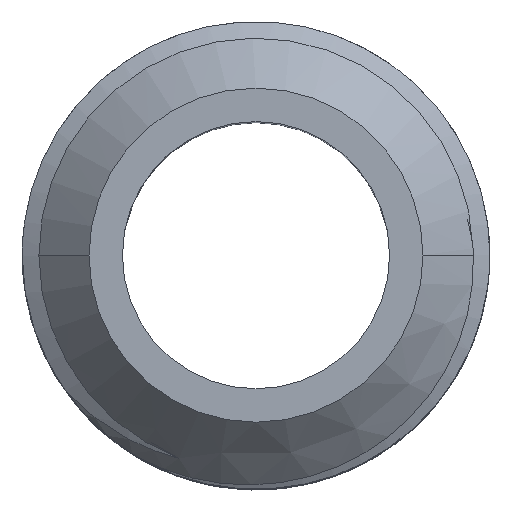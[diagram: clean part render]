
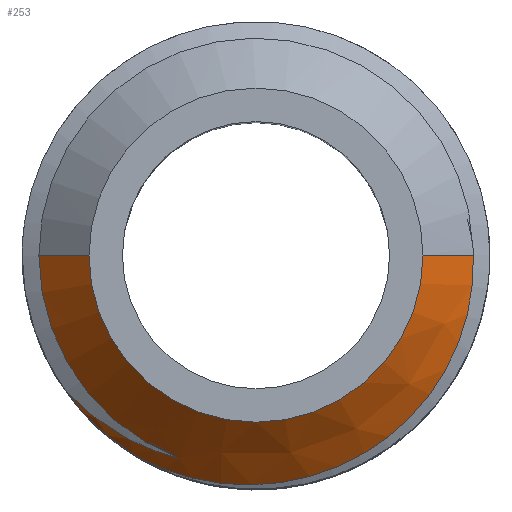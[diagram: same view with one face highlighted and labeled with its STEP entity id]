
A CAD part, top view. The second image highlights one B-rep face of the part: STEP entity #253.
In plain terms, the highlighted conical face has half-angle 45 degrees and reference radius 5 mm.
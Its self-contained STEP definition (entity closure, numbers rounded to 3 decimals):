
#13 = VERTEX_POINT ( 'NONE', #22 ) ;
#22 = CARTESIAN_POINT ( 'NONE',  ( 5., 0., 0. ) ) ;
#35 = VERTEX_POINT ( 'NONE', #139 ) ;
#40 = VERTEX_POINT ( 'NONE', #168 ) ;
#49 = VERTEX_POINT ( 'NONE', #193 ) ;
#65 = VERTEX_POINT ( 'NONE', #194 ) ;
#71 = VERTEX_POINT ( 'NONE', #208 ) ;
#81 = VERTEX_POINT ( 'NONE', #164 ) ;
#108 = DIRECTION ( 'NONE',  ( -1., 0., 0. ) ) ;
#109 = DIRECTION ( 'NONE',  ( 0., 0., -1. ) ) ;
#110 = CARTESIAN_POINT ( 'NONE',  ( 0., 0., 0. ) ) ;
#139 = CARTESIAN_POINT ( 'NONE',  ( -5., 0., 0. ) ) ;
#164 = CARTESIAN_POINT ( 'NONE',  ( 6.507, 0., -1.507 ) ) ;
#168 = CARTESIAN_POINT ( 'NONE',  ( -5.706, -4.055, -2. ) ) ;
#193 = CARTESIAN_POINT ( 'NONE',  ( -2.305, -6.077, -1.5 ) ) ;
#194 = CARTESIAN_POINT ( 'NONE',  ( -3.698, -5.943, -2. ) ) ;
#208 = CARTESIAN_POINT ( 'NONE',  ( -6.5, 0., -1.5 ) ) ;
#253 = ADVANCED_FACE ( 'NONE', ( #763 ), #764, .T. ) ;
#352 = EDGE_LOOP ( 'NONE', ( #722, #723, #724, #725, #726, #727, #728 ) ) ;
#474 = LINE ( 'NONE', #1951, #475 ) ;
#475 = VECTOR ( 'NONE', #1952, 1000. ) ;
#523 = LINE ( 'NONE', #2119, #524 ) ;
#524 = VECTOR ( 'NONE', #2120, 1000. ) ;
#540 = AXIS2_PLACEMENT_3D ( 'NONE', #1737, #1738, #1739 ) ;
#555 = AXIS2_PLACEMENT_3D ( 'NONE', #1717, #1718, #1719 ) ;
#580 = AXIS2_PLACEMENT_3D ( 'NONE', #1740, #1741, #1742 ) ;
#599 = CARTESIAN_POINT ( 'NONE',  ( -5.249, -4.549, -1.914 ) ) ;
#600 = CARTESIAN_POINT ( 'NONE',  ( -4.733, -4.968, -1.829 ) ) ;
#601 = CARTESIAN_POINT ( 'NONE',  ( -3.872, -5.484, -1.705 ) ) ;
#602 = CARTESIAN_POINT ( 'NONE',  ( -3.57, -5.637, -1.664 ) ) ;
#603 = CARTESIAN_POINT ( 'NONE',  ( -2.952, -5.896, -1.585 ) ) ;
#604 = CARTESIAN_POINT ( 'NONE',  ( -2.633, -6., -1.544 ) ) ;
#605 = CARTESIAN_POINT ( 'NONE',  ( -2.305, -6.077, -1.5 ) ) ;
#722 = ORIENTED_EDGE ( 'NONE', *, *, #2366, .F. ) ;
#723 = ORIENTED_EDGE ( 'NONE', *, *, #2321, .F. ) ;
#724 = ORIENTED_EDGE ( 'NONE', *, *, #2407, .T. ) ;
#725 = ORIENTED_EDGE ( 'NONE', *, *, #2320, .F. ) ;
#726 = ORIENTED_EDGE ( 'NONE', *, *, #2417, .F. ) ;
#727 = ORIENTED_EDGE ( 'NONE', *, *, #2315, .F. ) ;
#728 = ORIENTED_EDGE ( 'NONE', *, *, #2390, .F. ) ;
#763 = FACE_OUTER_BOUND ( 'NONE', #352, .T. ) ;
#764 = CONICAL_SURFACE ( 'NONE', #2329, 5., 0.785 ) ;
#813 = CIRCLE ( 'NONE', #555, 7. ) ;
#816 = CIRCLE ( 'NONE', #540, 6.5 ) ;
#817 = CIRCLE ( 'NONE', #580, 5. ) ;
#1224 = B_SPLINE_CURVE_WITH_KNOTS ( 'NONE', 3,
 ( #2059, #2060, #2061, #2062, #2063, #2064, #2065, #2066, #2067, #2068, #2069, #2070, #2071, #2072, #2073, #2074, #2075, #2076, #2077, #2078, #2079, #2080, #2081, #2082, #2083, #2084, #2085, #2086, #2087 ),
 .UNSPECIFIED., .F., .F.,
 ( 4, 2, 2, 2, 2, 1, 2, 2, 2, 2, 2, 2, 2, 2, 4 ),
 ( 0., 0.002, 0.003, 0.004, 0.005, 0.006, 0.006, 0.007, 0.008, 0.009, 0.011, 0.012, 0.013, 0.014, 0.015 ),
 .UNSPECIFIED. ) ;
#1228 = B_SPLINE_CURVE_WITH_KNOTS ( 'NONE', 3,
 ( #2264, #599, #600, #601, #602, #603, #604, #605 ),
 .UNSPECIFIED., .F., .F.,
 ( 4, 2, 2, 4 ),
 ( 0., 0.002, 0.003, 0.004 ),
 .UNSPECIFIED. ) ;
#1717 = CARTESIAN_POINT ( 'NONE',  ( 0., 0., -2. ) ) ;
#1718 = DIRECTION ( 'NONE',  ( 0., 0., -1. ) ) ;
#1719 = DIRECTION ( 'NONE',  ( 1., 0., 0. ) ) ;
#1737 = CARTESIAN_POINT ( 'NONE',  ( 0., 0., -1.5 ) ) ;
#1738 = DIRECTION ( 'NONE',  ( 0., 0., -1. ) ) ;
#1739 = DIRECTION ( 'NONE',  ( 1., 0., 0. ) ) ;
#1740 = CARTESIAN_POINT ( 'NONE',  ( 0., 0., 0. ) ) ;
#1741 = DIRECTION ( 'NONE',  ( 0., 0., 1. ) ) ;
#1742 = DIRECTION ( 'NONE',  ( 1., 0., 0. ) ) ;
#1951 = CARTESIAN_POINT ( 'NONE',  ( 5., 0., 0. ) ) ;
#1952 = DIRECTION ( 'NONE',  ( 0.707, 0., -0.707 ) ) ;
#2059 = CARTESIAN_POINT ( 'NONE',  ( 6.507, 0., -1.507 ) ) ;
#2060 = CARTESIAN_POINT ( 'NONE',  ( 6.526, -0.601, -1.526 ) ) ;
#2061 = CARTESIAN_POINT ( 'NONE',  ( 6.465, -1.194, -1.547 ) ) ;
#2062 = CARTESIAN_POINT ( 'NONE',  ( 6.252, -2.071, -1.579 ) ) ;
#2063 = CARTESIAN_POINT ( 'NONE',  ( 6.161, -2.359, -1.59 ) ) ;
#2064 = CARTESIAN_POINT ( 'NONE',  ( 5.942, -2.915, -1.612 ) ) ;
#2065 = CARTESIAN_POINT ( 'NONE',  ( 5.815, -3.185, -1.623 ) ) ;
#2066 = CARTESIAN_POINT ( 'NONE',  ( 5.523, -3.706, -1.645 ) ) ;
#2067 = CARTESIAN_POINT ( 'NONE',  ( 5.358, -3.96, -1.656 ) ) ;
#2068 = CARTESIAN_POINT ( 'NONE',  ( 4.996, -4.44, -1.677 ) ) ;
#2069 = CARTESIAN_POINT ( 'NONE',  ( 4.606, -4.891, -1.699 ) ) ;
#2070 = CARTESIAN_POINT ( 'NONE',  ( 4.158, -5.287, -1.719 ) ) ;
#2071 = CARTESIAN_POINT ( 'NONE',  ( 3.68, -5.653, -1.739 ) ) ;
#2072 = CARTESIAN_POINT ( 'NONE',  ( 3.428, -5.82, -1.748 ) ) ;
#2073 = CARTESIAN_POINT ( 'NONE',  ( 2.909, -6.117, -1.767 ) ) ;
#2074 = CARTESIAN_POINT ( 'NONE',  ( 2.642, -6.248, -1.777 ) ) ;
#2075 = CARTESIAN_POINT ( 'NONE',  ( 2.088, -6.475, -1.797 ) ) ;
#2076 = CARTESIAN_POINT ( 'NONE',  ( 1.801, -6.571, -1.807 ) ) ;
#2077 = CARTESIAN_POINT ( 'NONE',  ( 0.93, -6.802, -1.838 ) ) ;
#2078 = CARTESIAN_POINT ( 'NONE',  ( 0.339, -6.877, -1.86 ) ) ;
#2079 = CARTESIAN_POINT ( 'NONE',  ( -0.563, -6.875, -1.891 ) ) ;
#2080 = CARTESIAN_POINT ( 'NONE',  ( -0.865, -6.854, -1.902 ) ) ;
#2081 = CARTESIAN_POINT ( 'NONE',  ( -1.457, -6.774, -1.923 ) ) ;
#2082 = CARTESIAN_POINT ( 'NONE',  ( -1.749, -6.715, -1.933 ) ) ;
#2083 = CARTESIAN_POINT ( 'NONE',  ( -2.325, -6.559, -1.953 ) ) ;
#2084 = CARTESIAN_POINT ( 'NONE',  ( -2.61, -6.462, -1.963 ) ) ;
#2085 = CARTESIAN_POINT ( 'NONE',  ( -3.167, -6.229, -1.982 ) ) ;
#2086 = CARTESIAN_POINT ( 'NONE',  ( -3.437, -6.095, -1.991 ) ) ;
#2087 = CARTESIAN_POINT ( 'NONE',  ( -3.698, -5.943, -2. ) ) ;
#2119 = CARTESIAN_POINT ( 'NONE',  ( -5., 0., 0. ) ) ;
#2120 = DIRECTION ( 'NONE',  ( -0.707, 0., -0.707 ) ) ;
#2264 = CARTESIAN_POINT ( 'NONE',  ( -5.706, -4.055, -2. ) ) ;
#2315 = EDGE_CURVE ( 'NONE', #65, #40, #813, .T. ) ;
#2320 = EDGE_CURVE ( 'NONE', #49, #71, #816, .T. ) ;
#2321 = EDGE_CURVE ( 'NONE', #35, #13, #817, .T. ) ;
#2329 = AXIS2_PLACEMENT_3D ( 'NONE', #110, #109, #108 ) ;
#2366 = EDGE_CURVE ( 'NONE', #13, #81, #474, .T. ) ;
#2390 = EDGE_CURVE ( 'NONE', #81, #65, #1224, .T. ) ;
#2407 = EDGE_CURVE ( 'NONE', #35, #71, #523, .T. ) ;
#2417 = EDGE_CURVE ( 'NONE', #40, #49, #1228, .T. ) ;
